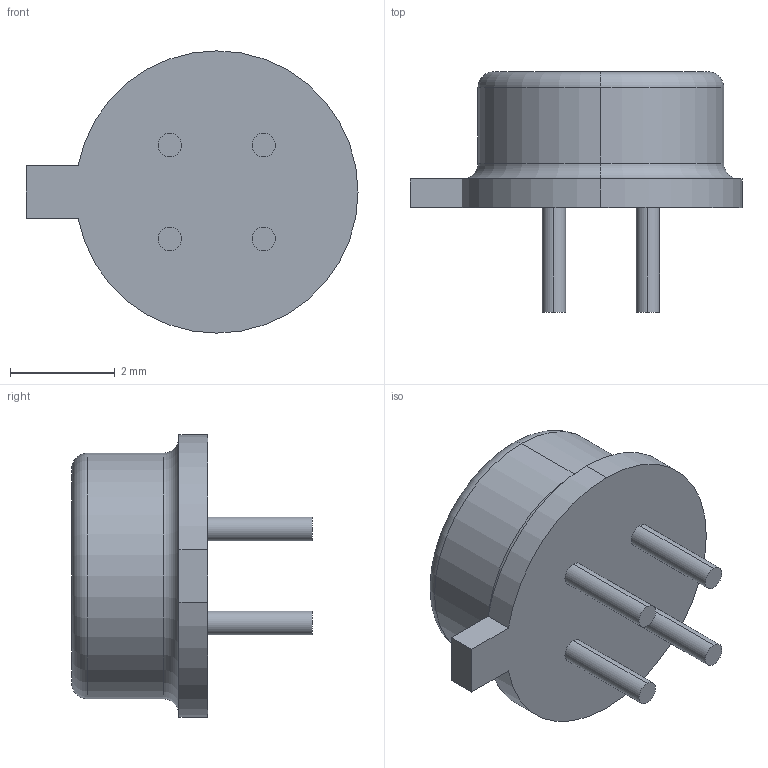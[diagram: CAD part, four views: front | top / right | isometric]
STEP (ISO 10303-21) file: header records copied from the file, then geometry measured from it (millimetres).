
FILE_DESCRIPTION (( 'STEP AP214' ), '1' );
FILE_NAME ('ZTP-135SR.step', '2021-09-12T22:21:15', ( '' ), ( '' ), 'SwSTEP 2.0', 'SolidWorks 2019', '' );
FILE_SCHEMA (( 'AUTOMOTIVE_DESIGN' ));
Length unit declared in the file: millimetre
Products named in the file (1): ZTP-135SR
Bounding box: 6.35 x 4.6 x 5.4 mm (x, y, z)
Volume: 49.5 mm3; surface area: 96.7 mm2
Topology: 1 solids, 1 shells, 30 faces, 62 edges, 40 vertices
Faces by surface type: cylinder 15, plane 11, torus 4
Entity records: 857 total; most frequent: DIRECTION 162, CARTESIAN_POINT 133, ORIENTED_EDGE 124, AXIS2_PLACEMENT_3D 69, EDGE_CURVE 62, VERTEX_POINT 40, CIRCLE 38, EDGE_LOOP 36
